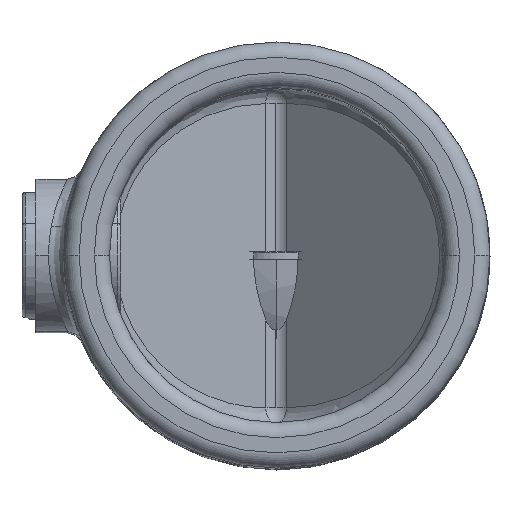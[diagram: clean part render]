
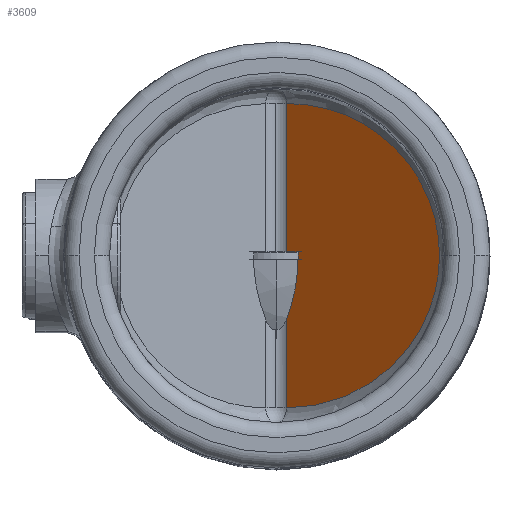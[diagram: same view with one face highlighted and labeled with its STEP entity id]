
A CAD part, top view. The second image highlights one B-rep face of the part: STEP entity #3609.
In plain terms, the highlighted planar face has unit normal (-0.683, 0, 0.731).
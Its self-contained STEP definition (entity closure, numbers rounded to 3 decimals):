
#711 = DIRECTION ( 'NONE',  ( 0., -1., 0. ) ) ;
#726 = AXIS2_PLACEMENT_3D ( 'NONE', #6380, #2952, #4547 ) ;
#805 = VERTEX_POINT ( 'NONE', #3809 ) ;
#874 = VERTEX_POINT ( 'NONE', #3643 ) ;
#920 = CARTESIAN_POINT ( 'NONE',  ( 1.242, 0.5, -53.626 ) ) ;
#1022 = CARTESIAN_POINT ( 'NONE',  ( 21.366, 0., -34.818 ) ) ;
#1062 = CARTESIAN_POINT ( 'NONE',  ( 27.331, 0.5, -29.242 ) ) ;
#1117 = VECTOR ( 'NONE', #2620, 1000. ) ;
#1446 = ORIENTED_EDGE ( 'NONE', *, *, #2622, .F. ) ;
#1571 = EDGE_LOOP ( 'NONE', ( #1446, #3068, #3728, #3240, #2484, #3779 ) ) ;
#1873 = EDGE_CURVE ( 'NONE', #3104, #6329, #5988, .T. ) ;
#1949 = PLANE ( 'NONE',  #2049 ) ;
#2049 = AXIS2_PLACEMENT_3D ( 'NONE', #4672, #6419, #2716 ) ;
#2081 =( BOUNDED_CURVE ( )  B_SPLINE_CURVE ( 3, ( #5359, #2421, #4538, #3122 ),
 .UNSPECIFIED., .F., .F. ) 
 B_SPLINE_CURVE_WITH_KNOTS ( ( 4, 4 ),
 ( 0., 1.577 ),
 .UNSPECIFIED. ) 
 CURVE ( )  GEOMETRIC_REPRESENTATION_ITEM ( )  RATIONAL_B_SPLINE_CURVE ( ( 1., 0.803, 0.803, 1. ) ) 
 REPRESENTATION_ITEM ( '' )  );
#2385 = CARTESIAN_POINT ( 'NONE',  ( 1.242, -8.403, -53.626 ) ) ;
#2408 = EDGE_CURVE ( 'NONE', #4940, #3104, #4516, .T. ) ;
#2421 = CARTESIAN_POINT ( 'NONE',  ( 21.366, 11.773, -34.818 ) ) ;
#2481 = CARTESIAN_POINT ( 'NONE',  ( 1.242, -20., -53.626 ) ) ;
#2484 = ORIENTED_EDGE ( 'NONE', *, *, #4161, .T. ) ;
#2579 = EDGE_CURVE ( 'NONE', #6329, #6361, #2081, .T. ) ;
#2620 = DIRECTION ( 'NONE',  ( 0., -1., 0. ) ) ;
#2622 = EDGE_CURVE ( 'NONE', #4940, #805, #4721, .T. ) ;
#2716 = DIRECTION ( 'NONE',  ( -0.731, 0., -0.683 ) ) ;
#2793 = CARTESIAN_POINT ( 'NONE',  ( 1.242, -22., -53.626 ) ) ;
#2952 = DIRECTION ( 'NONE',  ( -0.683, 0., 0.731 ) ) ;
#3068 = ORIENTED_EDGE ( 'NONE', *, *, #2408, .T. ) ;
#3104 = VERTEX_POINT ( 'NONE', #2481 ) ;
#3122 = CARTESIAN_POINT ( 'NONE',  ( 1.242, 20., -53.626 ) ) ;
#3183 = VECTOR ( 'NONE', #711, 1000. ) ;
#3240 = ORIENTED_EDGE ( 'NONE', *, *, #2579, .T. ) ;
#3246 = LINE ( 'NONE', #920, #3183 ) ;
#3412 = CARTESIAN_POINT ( 'NONE',  ( 21.366, 0., -34.818 ) ) ;
#3437 = CARTESIAN_POINT ( 'NONE',  ( 1.242, 20., -53.626 ) ) ;
#3609 = ADVANCED_FACE ( 'NONE', ( #4991 ), #1949, .F. ) ;
#3643 = CARTESIAN_POINT ( 'NONE',  ( 1.242, 0.5, -53.626 ) ) ;
#3728 = ORIENTED_EDGE ( 'NONE', *, *, #1873, .T. ) ;
#3779 = ORIENTED_EDGE ( 'NONE', *, *, #6417, .T. ) ;
#3809 = CARTESIAN_POINT ( 'NONE',  ( 2.794, 0.5, -52.176 ) ) ;
#4161 = EDGE_CURVE ( 'NONE', #6361, #874, #3246, .T. ) ;
#4516 = LINE ( 'NONE', #2793, #1117 ) ;
#4538 = CARTESIAN_POINT ( 'NONE',  ( 13.015, 20.072, -42.623 ) ) ;
#4547 = DIRECTION ( 'NONE',  ( -0.731, 0., -0.683 ) ) ;
#4672 = CARTESIAN_POINT ( 'NONE',  ( 27.331, -28., -29.242 ) ) ;
#4721 = CIRCLE ( 'NONE', #726, 17.633 ) ;
#4940 = VERTEX_POINT ( 'NONE', #2385 ) ;
#4964 = VECTOR ( 'NONE', #5030, 1000. ) ;
#4991 = FACE_OUTER_BOUND ( 'NONE', #1571, .T. ) ;
#5030 = DIRECTION ( 'NONE',  ( 0.731, 0., 0.683 ) ) ;
#5289 = LINE ( 'NONE', #1062, #4964 ) ;
#5359 = CARTESIAN_POINT ( 'NONE',  ( 21.366, 0., -34.818 ) ) ;
#5637 = CARTESIAN_POINT ( 'NONE',  ( 13.015, -20.072, -42.623 ) ) ;
#5988 =( BOUNDED_CURVE ( )  B_SPLINE_CURVE ( 3, ( #6089, #5637, #6202, #1022 ),
 .UNSPECIFIED., .F., .F. ) 
 B_SPLINE_CURVE_WITH_KNOTS ( ( 4, 4 ),
 ( 4.706, 6.283 ),
 .UNSPECIFIED. ) 
 CURVE ( )  GEOMETRIC_REPRESENTATION_ITEM ( )  RATIONAL_B_SPLINE_CURVE ( ( 1., 0.803, 0.803, 1. ) ) 
 REPRESENTATION_ITEM ( '' )  );
#6089 = CARTESIAN_POINT ( 'NONE',  ( 1.242, -20., -53.626 ) ) ;
#6202 = CARTESIAN_POINT ( 'NONE',  ( 21.366, -11.773, -34.818 ) ) ;
#6329 = VERTEX_POINT ( 'NONE', #3412 ) ;
#6361 = VERTEX_POINT ( 'NONE', #3437 ) ;
#6380 = CARTESIAN_POINT ( 'NONE',  ( -10.083, 0., -64.212 ) ) ;
#6417 = EDGE_CURVE ( 'NONE', #874, #805, #5289, .T. ) ;
#6419 = DIRECTION ( 'NONE',  ( 0.683, 0., -0.731 ) ) ;
